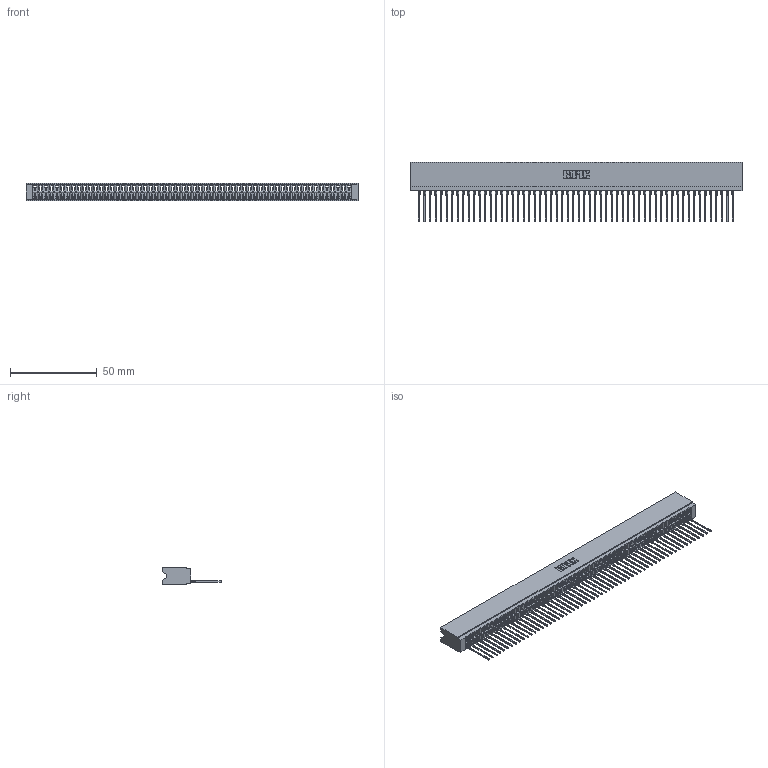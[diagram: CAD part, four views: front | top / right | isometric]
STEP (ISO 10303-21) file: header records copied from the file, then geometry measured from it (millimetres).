
FILE_DESCRIPTION (( 'STEP AP203' ), '1' );
FILE_NAME ('746-058-553-506.STEP', '2020-09-17T20:49:17', ( '' ), ( '' ), 'SwSTEP 2.0', 'SolidWorks 2020', '' );
FILE_SCHEMA (( 'CONFIG_CONTROL_DESIGN' ));
Length unit declared in the file: inch
Products named in the file (3): 746-058-553-506; 746 Part_.340 Slot Depth - 06; 746-292-001_553
Assembly tree (59 placements, depth 2):
  746-058-553-506
    746 Part_.340 Slot Depth - 06
    746-292-001_553  x58
Bounding box: 191.39 x 34.2 x 9.91 mm (x, y, z)
Volume: 21586.7 mm3; surface area: 30461.9 mm2
Topology: 59 solids, 59 shells, 6362 faces, 18071 edges, 11601 vertices
Faces by surface type: plane 3710, bspline 1160, cylinder 1144, torus 348
Entity records: 85411 total; most frequent: CARTESIAN_POINT 17150, ORIENTED_EDGE 15052, DIRECTION 12424, EDGE_CURVE 7526, LINE 6762, VECTOR 6762, VERTEX_POINT 4989, AXIS2_PLACEMENT_3D 2831
